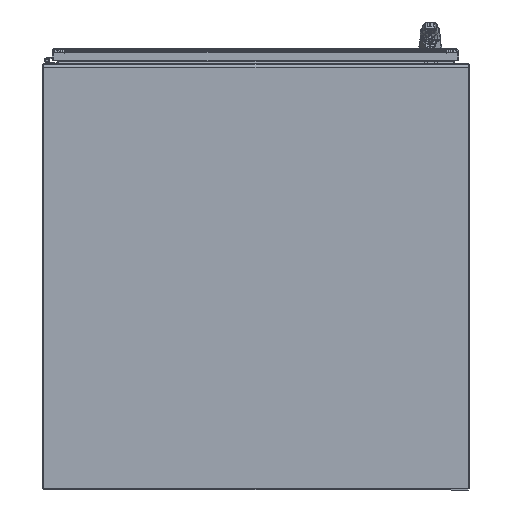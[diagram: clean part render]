
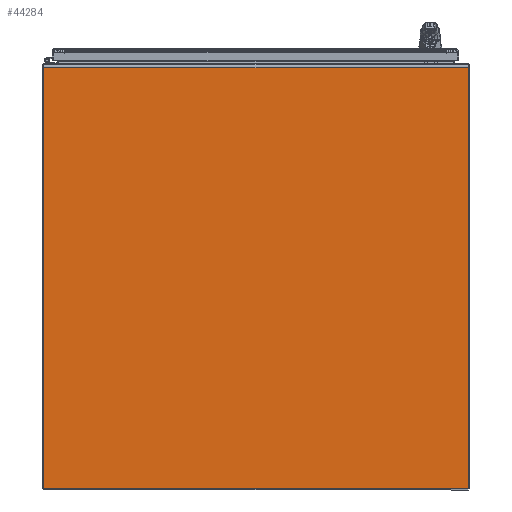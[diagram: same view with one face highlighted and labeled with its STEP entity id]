
A CAD part, front view. The second image highlights one B-rep face of the part: STEP entity #44284.
In plain terms, the highlighted face is planar.
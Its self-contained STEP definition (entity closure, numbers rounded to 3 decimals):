
#5531=FACE_OUTER_BOUND('',#8283,.T.);
#8283=EDGE_LOOP('',(#29433,#29434,#29435,#29436));
#11502=LINE('',#66982,#15046);
#11507=LINE('',#66998,#15051);
#11510=LINE('',#67004,#15054);
#11511=LINE('',#67005,#15055);
#15046=VECTOR('',#53331,0.394);
#15051=VECTOR('',#53352,0.394);
#15054=VECTOR('',#53357,0.394);
#15055=VECTOR('',#53358,0.394);
#18531=VERTEX_POINT('',#66979);
#18532=VERTEX_POINT('',#66981);
#18535=VERTEX_POINT('',#66997);
#18537=VERTEX_POINT('',#67003);
#22723=EDGE_CURVE('',#18532,#18531,#11502,.T.);
#22731=EDGE_CURVE('',#18535,#18532,#11507,.T.);
#22734=EDGE_CURVE('',#18531,#18537,#11510,.T.);
#22735=EDGE_CURVE('',#18537,#18535,#11511,.T.);
#29433=ORIENTED_EDGE('',*,*,#22723,.T.);
#29434=ORIENTED_EDGE('',*,*,#22734,.T.);
#29435=ORIENTED_EDGE('',*,*,#22735,.T.);
#29436=ORIENTED_EDGE('',*,*,#22731,.T.);
#42085=PLANE('',#47998);
#44284=ADVANCED_FACE('',(#5531),#42085,.F.);
#47998=AXIS2_PLACEMENT_3D('',#67002,#53355,#53356);
#53331=DIRECTION('',(-1.,0.,0.));
#53352=DIRECTION('',(0.,-1.,0.));
#53355=DIRECTION('center_axis',(0.,0.,1.));
#53356=DIRECTION('ref_axis',(1.,0.,0.));
#53357=DIRECTION('',(0.,1.,0.));
#53358=DIRECTION('',(1.,0.,0.));
#66979=CARTESIAN_POINT('',(0.,-35.667,0.));
#66981=CARTESIAN_POINT('',(35.917,-35.667,0.));
#66982=CARTESIAN_POINT('',(26.938,-35.667,0.));
#66997=CARTESIAN_POINT('',(35.917,0.,0.));
#66998=CARTESIAN_POINT('',(35.917,0.,0.));
#67002=CARTESIAN_POINT('Origin',(17.959,-18.011,0.));
#67003=CARTESIAN_POINT('',(0.,0.,0.));
#67004=CARTESIAN_POINT('',(0.,-36.021,0.));
#67005=CARTESIAN_POINT('',(0.,0.,0.));
